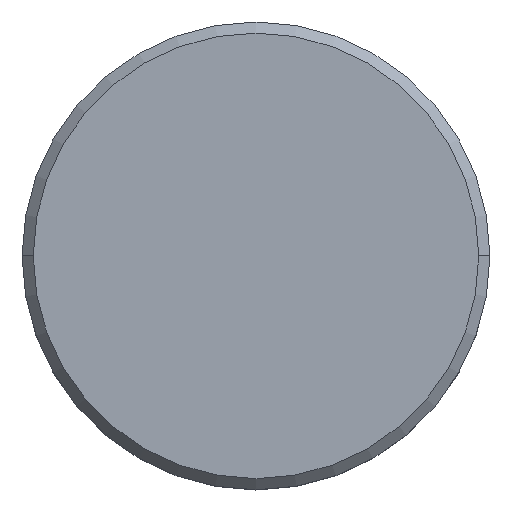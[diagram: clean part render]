
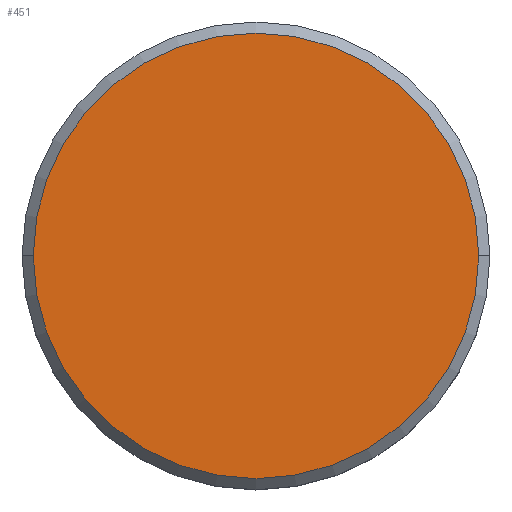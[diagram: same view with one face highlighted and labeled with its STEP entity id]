
A CAD part, top view. The second image highlights one B-rep face of the part: STEP entity #451.
In plain terms, the highlighted planar face has unit normal (0, 0, 1).
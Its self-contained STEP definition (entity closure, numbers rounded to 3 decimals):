
#29 = PLANE ( 'NONE',  #232 ) ;
#31 = CARTESIAN_POINT ( 'NONE',  ( 0., 0., 0. ) ) ;
#67 = ORIENTED_EDGE ( 'NONE', *, *, #443, .T. ) ;
#85 = AXIS2_PLACEMENT_3D ( 'NONE', #31, #208, #579 ) ;
#104 = CIRCLE ( 'NONE', #180, 10. ) ;
#180 = AXIS2_PLACEMENT_3D ( 'NONE', #467, #332, #246 ) ;
#208 = DIRECTION ( 'NONE',  ( 0., 0., 1. ) ) ;
#216 = DIRECTION ( 'NONE',  ( 0., 0., 1. ) ) ;
#232 = AXIS2_PLACEMENT_3D ( 'NONE', #300, #216, #395 ) ;
#244 = EDGE_LOOP ( 'NONE', ( #67, #331 ) ) ;
#246 = DIRECTION ( 'NONE',  ( 1., 0., 0. ) ) ;
#255 = EDGE_CURVE ( 'NONE', #400, #440, #104, .T. ) ;
#259 = CARTESIAN_POINT ( 'NONE',  ( 10., 0., 0. ) ) ;
#300 = CARTESIAN_POINT ( 'NONE',  ( 0., 0., 0. ) ) ;
#331 = ORIENTED_EDGE ( 'NONE', *, *, #255, .T. ) ;
#332 = DIRECTION ( 'NONE',  ( 0., 0., 1. ) ) ;
#395 = DIRECTION ( 'NONE',  ( 1., 0., 0. ) ) ;
#400 = VERTEX_POINT ( 'NONE', #259 ) ;
#439 = CARTESIAN_POINT ( 'NONE',  ( -10., 0., 0. ) ) ;
#440 = VERTEX_POINT ( 'NONE', #439 ) ;
#443 = EDGE_CURVE ( 'NONE', #440, #400, #511, .T. ) ;
#451 = ADVANCED_FACE ( 'NONE', ( #584 ), #29, .T. ) ;
#467 = CARTESIAN_POINT ( 'NONE',  ( 0., 0., 0. ) ) ;
#511 = CIRCLE ( 'NONE', #85, 10. ) ;
#579 = DIRECTION ( 'NONE',  ( 1., 0., 0. ) ) ;
#584 = FACE_OUTER_BOUND ( 'NONE', #244, .T. ) ;
